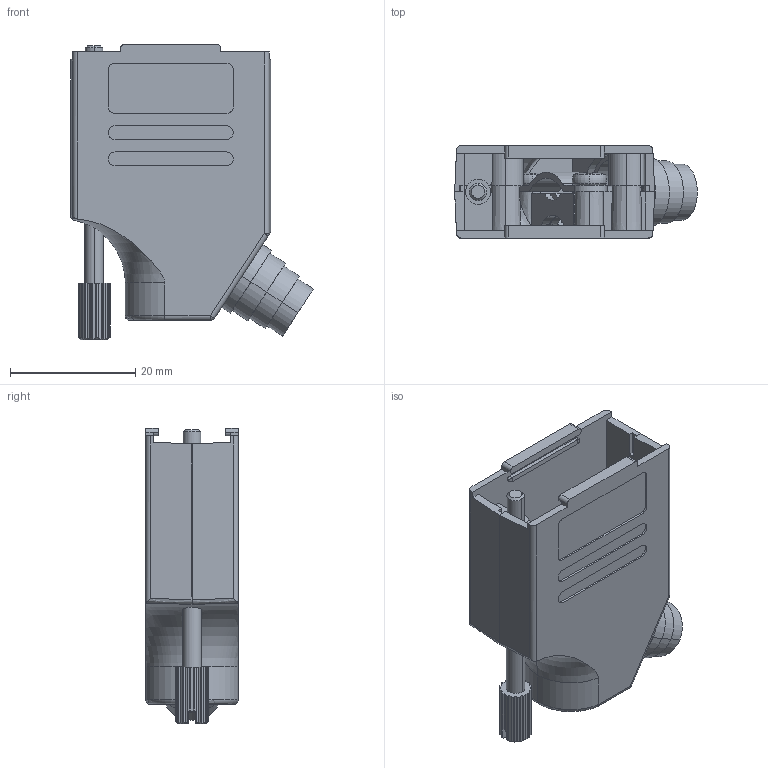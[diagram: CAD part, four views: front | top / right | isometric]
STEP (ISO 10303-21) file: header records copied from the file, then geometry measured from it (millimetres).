
FILE_DESCRIPTION (( 'STEP AP214' ), '1' );
FILE_NAME ('6560-0140-11.STEP', '2022-03-21T11:52:03', ( '' ), ( '' ), 'SwSTEP 2.0', 'SolidWorks 2021', '' );
FILE_SCHEMA (( 'AUTOMOTIVE_DESIGN' ));
Length unit declared in the file: millimetre
Products named in the file (9): 6805-0139-11; Plastic insert MHEE; 6830-0109-01; 6855-0117-13; 6560-0140-11; 6805-0139-01; Cone MHEE; 6855-0117-03; 6826-0141-02
Assembly tree (10 placements, depth 2):
  6560-0140-11
    6805-0139-11
    6805-0139-01
    6826-0141-02
    6830-0109-01
    6855-0117-03  x2
    6855-0117-13  x2
    Cone MHEE
    Plastic insert MHEE
Bounding box: 38.82 x 14.8 x 47.2 mm (x, y, z)
Volume: 6312.9 mm3; surface area: 11615.6 mm2
Topology: 10 solids, 10 shells, 740 faces, 1997 edges, 1306 vertices
Faces by surface type: plane 347, cylinder 285, cone 45, bspline 34, torus 25, sphere 4
Entity records: 23861 total; most frequent: CARTESIAN_POINT 8999, ORIENTED_EDGE 3206, DIRECTION 2852, EDGE_CURVE 1603, VERTEX_POINT 1048, AXIS2_PLACEMENT_3D 994, VECTOR 864, LINE 864
